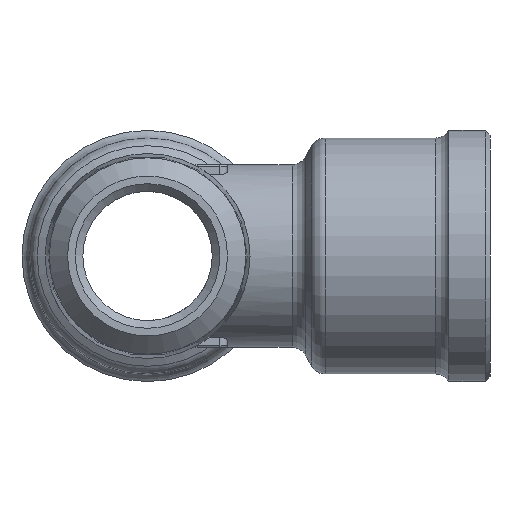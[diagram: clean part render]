
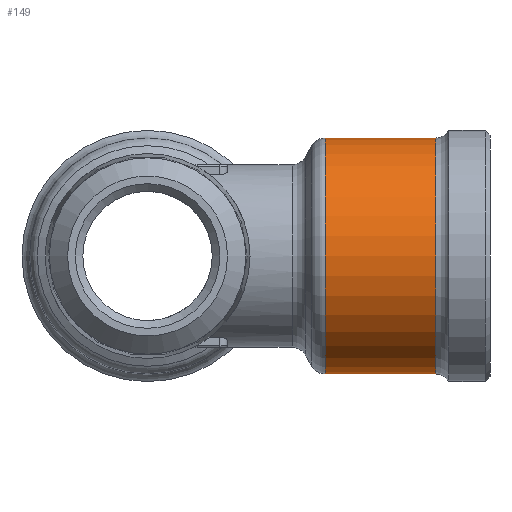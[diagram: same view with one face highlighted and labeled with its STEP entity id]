
A CAD part, left-side view. The second image highlights one B-rep face of the part: STEP entity #149.
In plain terms, the highlighted cylindrical face has radius 7.75 mm (diameter 15.5 mm), a full revolution.
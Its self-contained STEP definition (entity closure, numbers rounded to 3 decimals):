
#149 = ADVANCED_FACE( 'NONE', ( #367, #368 ), #369, .T. );
#367 = FACE_OUTER_BOUND( '', #916, .T. );
#368 = FACE_OUTER_BOUND( '', #917, .T. );
#369 = CYLINDRICAL_SURFACE( '', #918, 7.75 );
#916 = EDGE_LOOP( '', ( #1714 ) );
#917 = EDGE_LOOP( '', ( #1715 ) );
#918 = AXIS2_PLACEMENT_3D( '', #1716, #1717, #1718 );
#1714 = ORIENTED_EDGE( '', *, *, #2257, .F. );
#1715 = ORIENTED_EDGE( '', *, *, #2258, .T. );
#1716 = CARTESIAN_POINT( '', ( 0., 7.845, 0. ) );
#1717 = DIRECTION( '', ( 0., -1., 0. ) );
#1718 = DIRECTION( '', ( 0., 0., 1. ) );
#2257 = EDGE_CURVE( 'NONE', #2671, #2671, #2672, .T. );
#2258 = EDGE_CURVE( 'NONE', #2673, #2673, #2674, .T. );
#2671 = VERTEX_POINT( '', #3533 );
#2672 = CIRCLE( '', #3534, 7.75 );
#2673 = VERTEX_POINT( '', #3535 );
#2674 = CIRCLE( '', #3536, 7.75 );
#3533 = CARTESIAN_POINT( '', ( 0., -11.665, 7.75 ) );
#3534 = AXIS2_PLACEMENT_3D( '', #4018, #4019, #4020 );
#3535 = CARTESIAN_POINT( '', ( -7.75, -18.923, 0. ) );
#3536 = AXIS2_PLACEMENT_3D( '', #4021, #4022, #4023 );
#4018 = CARTESIAN_POINT( '', ( 0., -11.665, 0. ) );
#4019 = DIRECTION( '', ( 0., 1., 0. ) );
#4020 = DIRECTION( '', ( 0., 0., 1. ) );
#4021 = CARTESIAN_POINT( '', ( 0., -18.923, 0. ) );
#4022 = DIRECTION( '', ( 0., 1., 0. ) );
#4023 = DIRECTION( '', ( -1., 0., 0. ) );
